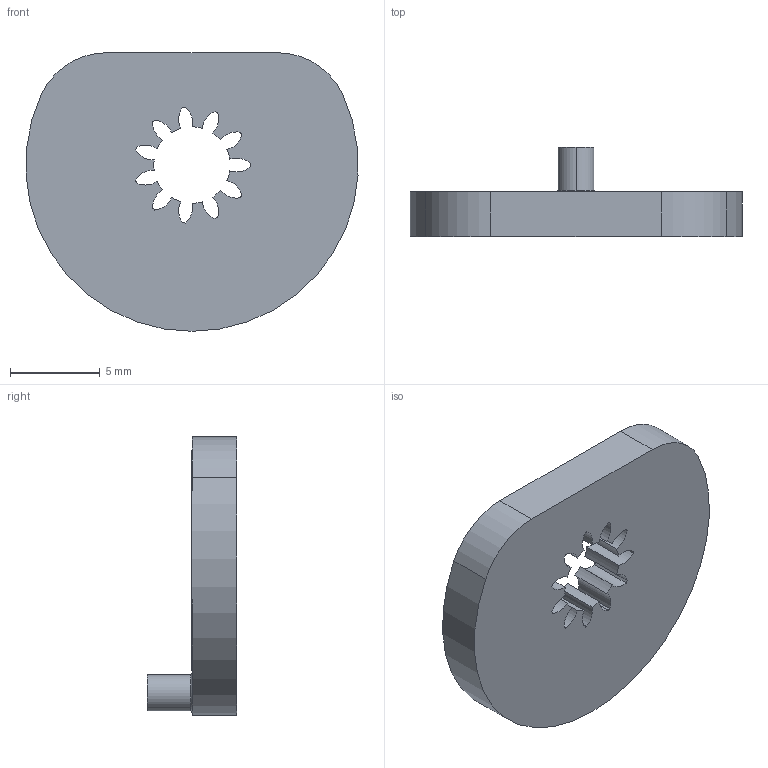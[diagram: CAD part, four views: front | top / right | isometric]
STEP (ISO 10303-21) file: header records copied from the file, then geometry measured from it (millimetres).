
FILE_DESCRIPTION (( 'STEP AP203' ), '1' );
FILE_NAME ('Acople Engranaje.STEP', '2024-05-02T19:17:33', ( '' ), ( '' ), 'SwSTEP 2.0', 'SolidWorks 2023', '' );
FILE_SCHEMA (( 'CONFIG_CONTROL_DESIGN' ));
Length unit declared in the file: millimetre
Products named in the file (1): Acople Engranaje
Bounding box: 18.47 x 5 x 15.5 mm (x, y, z)
Volume: 550.3 mm3; surface area: 676.9 mm2
Topology: 1 solids, 1 shells, 60 faces, 169 edges, 112 vertices
Faces by surface type: cylinder 54, plane 4, torus 2
Entity records: 2090 total; most frequent: DIRECTION 403, CARTESIAN_POINT 342, ORIENTED_EDGE 338, AXIS2_PLACEMENT_3D 173, EDGE_CURVE 169, CIRCLE 112, VERTEX_POINT 112, EDGE_LOOP 63
